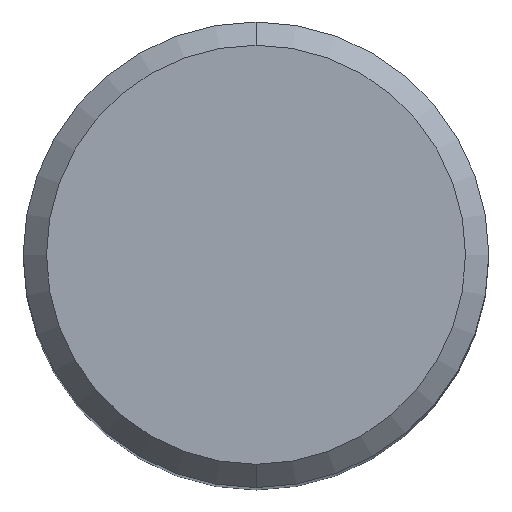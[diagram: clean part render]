
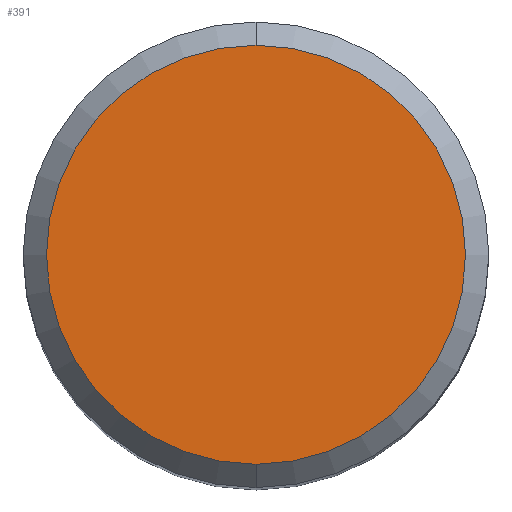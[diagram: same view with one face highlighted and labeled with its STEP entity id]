
A CAD part, top view. The second image highlights one B-rep face of the part: STEP entity #391.
In plain terms, the highlighted planar face has unit normal (0, 0, 1).
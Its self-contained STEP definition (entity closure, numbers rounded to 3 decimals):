
#211=VERTEX_POINT('',#524);
#273=VERTEX_POINT('',#594);
#391=ADVANCED_FACE('',(#720),#721,.T.);
#415=EDGE_CURVE('',#273,#211,#748,.T.);
#461=EDGE_CURVE('',#211,#273,#798,.T.);
#524=CARTESIAN_POINT('',(0.0,7.2,0.0));
#594=CARTESIAN_POINT('',(0.,-7.2,0.0));
#720=FACE_OUTER_BOUND('',#1364,.T.);
#721=PLANE('',#1365);
#748=CIRCLE('',#1408,7.2);
#798=CIRCLE('',#1489,7.2);
#1364=EDGE_LOOP('',(#1779,#1780));
#1365=AXIS2_PLACEMENT_3D('',#1781,#1782,#1783);
#1408=AXIS2_PLACEMENT_3D('',#1811,#1812,#1813);
#1489=AXIS2_PLACEMENT_3D('',#1866,#1867,#1868);
#1779=ORIENTED_EDGE('',*,*,#461,.F.);
#1780=ORIENTED_EDGE('',*,*,#415,.F.);
#1781=CARTESIAN_POINT('',(0.0,3.6,0.0));
#1782=DIRECTION('',(-0.0,0.0,1.0));
#1783=DIRECTION('',(0.0,-1.0,0.0));
#1811=CARTESIAN_POINT('',(0.0,0.0,0.0));
#1812=DIRECTION('',(0.0,0.0,-1.0));
#1813=DIRECTION('',(0.0,1.0,0.0));
#1866=CARTESIAN_POINT('',(0.0,0.0,0.0));
#1867=DIRECTION('',(0.0,0.0,-1.0));
#1868=DIRECTION('',(0.0,1.0,0.0));
